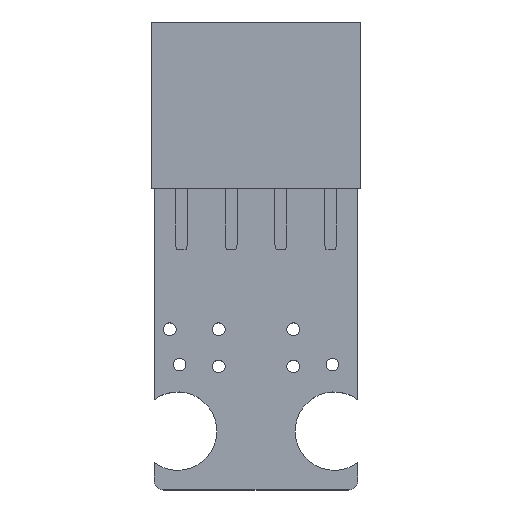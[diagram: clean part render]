
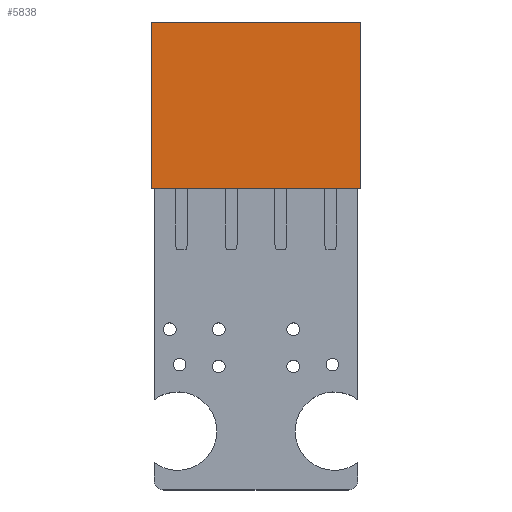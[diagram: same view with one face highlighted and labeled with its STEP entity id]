
A CAD part, top view. The second image highlights one B-rep face of the part: STEP entity #5838.
In plain terms, the highlighted planar face has unit normal (0, 0, 1).
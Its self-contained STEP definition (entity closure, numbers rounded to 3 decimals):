
#5193 = VERTEX_POINT('',#5194);
#5194 = CARTESIAN_POINT('',(-5.334,8.509,2.54));
#5200 = EDGE_CURVE('',#5193,#5201,#5203,.T.);
#5201 = VERTEX_POINT('',#5202);
#5202 = CARTESIAN_POINT('',(5.334,8.509,2.54));
#5203 = LINE('',#5204,#5205);
#5204 = CARTESIAN_POINT('',(5.334,8.509,2.54));
#5205 = VECTOR('',#5206,1.);
#5206 = DIRECTION('',(1.,0.,0.));
#5679 = VERTEX_POINT('',#5680);
#5680 = CARTESIAN_POINT('',(-5.334,0.,2.54));
#5697 = VERTEX_POINT('',#5698);
#5698 = CARTESIAN_POINT('',(5.334,0.,2.54));
#5704 = EDGE_CURVE('',#5697,#5679,#5705,.T.);
#5705 = LINE('',#5706,#5707);
#5706 = CARTESIAN_POINT('',(-5.334,0.,2.54));
#5707 = VECTOR('',#5708,1.);
#5708 = DIRECTION('',(-1.,0.,0.));
#5758 = EDGE_CURVE('',#5679,#5193,#5759,.T.);
#5759 = LINE('',#5760,#5761);
#5760 = CARTESIAN_POINT('',(-5.334,-11.816,2.54));
#5761 = VECTOR('',#5762,1.);
#5762 = DIRECTION('',(0.,1.,0.));
#5813 = EDGE_CURVE('',#5697,#5201,#5814,.T.);
#5814 = LINE('',#5815,#5816);
#5815 = CARTESIAN_POINT('',(5.334,-11.816,2.54));
#5816 = VECTOR('',#5817,1.);
#5817 = DIRECTION('',(0.,1.,0.));
#5838 = ADVANCED_FACE('',(#5839),#5845,.T.);
#5839 = FACE_BOUND('',#5840,.T.);
#5840 = EDGE_LOOP('',(#5841,#5842,#5843,#5844));
#5841 = ORIENTED_EDGE('',*,*,#5813,.T.);
#5842 = ORIENTED_EDGE('',*,*,#5200,.F.);
#5843 = ORIENTED_EDGE('',*,*,#5758,.F.);
#5844 = ORIENTED_EDGE('',*,*,#5704,.F.);
#5845 = PLANE('',#5846);
#5846 = AXIS2_PLACEMENT_3D('',#5847,#5848,#5849);
#5847 = CARTESIAN_POINT('',(-5.334,-11.816,2.54));
#5848 = DIRECTION('',(0.,0.,1.));
#5849 = DIRECTION('',(1.,0.,0.));
